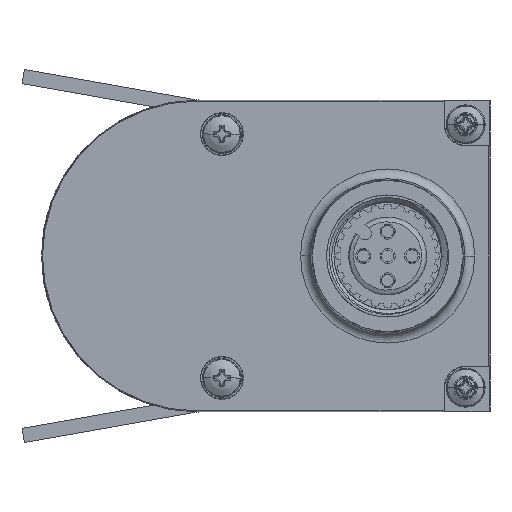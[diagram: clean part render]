
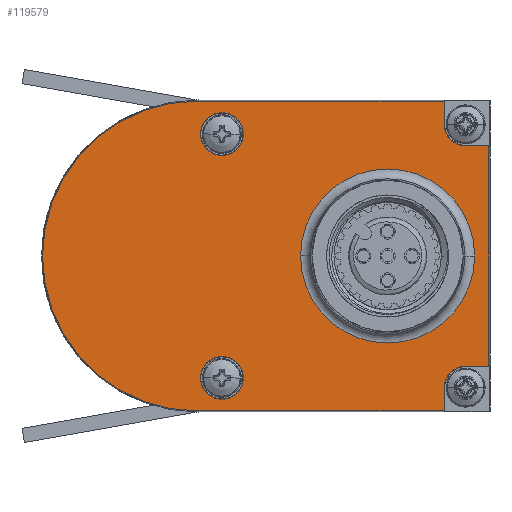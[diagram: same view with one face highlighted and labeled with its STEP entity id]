
A CAD part, left-side view. The second image highlights one B-rep face of the part: STEP entity #119579.
In plain terms, the highlighted planar face has unit normal (-1, 0, 0).
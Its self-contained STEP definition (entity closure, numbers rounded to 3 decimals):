
#54725=CARTESIAN_POINT('',(-290.,30.,0.));
#54726=DIRECTION('',(-1.,0.,0.));
#54727=DIRECTION('',(0.,0.,1.));
#54728=AXIS2_PLACEMENT_3D('',#54725,#54726,#54727);
#54730=DIRECTION('',(0.,1.,0.));
#54731=VECTOR('',#54730,25.3);
#54732=CARTESIAN_POINT('',(-290.,4.7,15.895));
#54733=LINE('',#54732,#54731);
#54734=DIRECTION('',(0.,0.,-1.));
#54735=VECTOR('',#54734,2.395);
#54736=CARTESIAN_POINT('',(-290.,4.7,15.895));
#54737=LINE('',#54736,#54735);
#54738=CARTESIAN_POINT('',(-290.,2.5,13.5));
#54739=DIRECTION('',(-1.,0.,0.));
#54740=DIRECTION('',(0.,1.,0.));
#54741=AXIS2_PLACEMENT_3D('',#54738,#54739,#54740);
#54743=DIRECTION('',(0.,1.,0.));
#54744=VECTOR('',#54743,2.395);
#54745=CARTESIAN_POINT('',(-290.,0.105,11.3));
#54746=LINE('',#54745,#54744);
#54747=DIRECTION('',(0.,0.,1.));
#54748=VECTOR('',#54747,22.6);
#54749=CARTESIAN_POINT('',(-290.,0.105,-11.3));
#54750=LINE('',#54749,#54748);
#54751=DIRECTION('',(0.,1.,0.));
#54752=VECTOR('',#54751,2.395);
#54753=CARTESIAN_POINT('',(-290.,0.105,-11.3));
#54754=LINE('',#54753,#54752);
#54755=CARTESIAN_POINT('',(-290.,2.5,-13.5));
#54756=DIRECTION('',(-1.,0.,0.));
#54757=DIRECTION('',(0.,0.,1.));
#54758=AXIS2_PLACEMENT_3D('',#54755,#54756,#54757);
#54760=DIRECTION('',(0.,0.,1.));
#54761=VECTOR('',#54760,2.395);
#54762=CARTESIAN_POINT('',(-290.,4.7,-15.895));
#54763=LINE('',#54762,#54761);
#54764=DIRECTION('',(0.,1.,0.));
#54765=VECTOR('',#54764,25.3);
#54766=CARTESIAN_POINT('',(-290.,4.7,-15.895));
#54767=LINE('',#54766,#54765);
#54768=CARTESIAN_POINT('',(-290.,27.5,12.5));
#54769=DIRECTION('',(-1.,0.,0.));
#54770=DIRECTION('',(0.,0.,1.));
#54771=AXIS2_PLACEMENT_3D('',#54768,#54769,#54770);
#54773=CARTESIAN_POINT('',(-290.,27.5,12.5));
#54774=DIRECTION('',(-1.,0.,0.));
#54775=DIRECTION('',(0.,0.,-1.));
#54776=AXIS2_PLACEMENT_3D('',#54773,#54774,#54775);
#54778=CARTESIAN_POINT('',(-290.,27.5,-12.5));
#54779=DIRECTION('',(-1.,0.,0.));
#54780=DIRECTION('',(0.,0.,1.));
#54781=AXIS2_PLACEMENT_3D('',#54778,#54779,#54780);
#54783=CARTESIAN_POINT('',(-290.,27.5,-12.5));
#54784=DIRECTION('',(-1.,0.,0.));
#54785=DIRECTION('',(0.,0.,-1.));
#54786=AXIS2_PLACEMENT_3D('',#54783,#54784,#54785);
#54788=CARTESIAN_POINT('',(-290.,10.5,0.));
#54789=DIRECTION('',(-1.,0.,0.));
#54790=DIRECTION('',(0.,1.,0.));
#54791=AXIS2_PLACEMENT_3D('',#54788,#54789,#54790);
#54793=CARTESIAN_POINT('',(-290.,10.5,0.));
#54794=DIRECTION('',(-1.,0.,0.));
#54795=DIRECTION('',(0.,-1.,0.));
#54796=AXIS2_PLACEMENT_3D('',#54793,#54794,#54795);
#84063=CARTESIAN_POINT('',(-290.,30.,15.895));
#84065=VERTEX_POINT('',#84063);
#84067=CARTESIAN_POINT('',(-290.,30.,-15.895));
#84069=VERTEX_POINT('',#84067);
#84078=CARTESIAN_POINT('',(-290.,27.5,14.7));
#84079=CARTESIAN_POINT('',(-290.,27.5,10.3));
#84080=VERTEX_POINT('',#84078);
#84081=VERTEX_POINT('',#84079);
#84082=CARTESIAN_POINT('',(-290.,27.5,-10.3));
#84083=CARTESIAN_POINT('',(-290.,27.5,-14.7));
#84084=VERTEX_POINT('',#84082);
#84085=VERTEX_POINT('',#84083);
#84140=CARTESIAN_POINT('',(-290.,19.425,0.));
#84141=CARTESIAN_POINT('',(-290.,1.575,0.));
#84142=VERTEX_POINT('',#84140);
#84143=VERTEX_POINT('',#84141);
#84164=CARTESIAN_POINT('',(-290.,4.7,13.5));
#84165=CARTESIAN_POINT('',(-290.,2.5,11.3));
#84166=VERTEX_POINT('',#84164);
#84167=VERTEX_POINT('',#84165);
#84168=CARTESIAN_POINT('',(-290.,2.5,-11.3));
#84169=CARTESIAN_POINT('',(-290.,4.7,-13.5));
#84170=VERTEX_POINT('',#84168);
#84171=VERTEX_POINT('',#84169);
#84172=CARTESIAN_POINT('',(-290.,4.7,15.895));
#84173=VERTEX_POINT('',#84172);
#84174=CARTESIAN_POINT('',(-290.,0.105,11.3));
#84175=VERTEX_POINT('',#84174);
#84176=CARTESIAN_POINT('',(-290.,0.105,-11.3));
#84177=VERTEX_POINT('',#84176);
#84178=CARTESIAN_POINT('',(-290.,4.7,-15.895));
#84179=VERTEX_POINT('',#84178);
#119538=CARTESIAN_POINT('',(-290.,30.,0.));
#119539=DIRECTION('',(-1.,0.,0.));
#119540=DIRECTION('',(0.,0.,1.));
#119541=AXIS2_PLACEMENT_3D('',#119538,#119539,#119540);
#119542=PLANE('',#119541);
#119543=ORIENTED_EDGE('',*,*,#119530,.F.);
#119544=ORIENTED_EDGE('',*,*,#93932,.F.);
#119546=ORIENTED_EDGE('',*,*,#119545,.T.);
#119548=ORIENTED_EDGE('',*,*,#119547,.T.);
#119550=ORIENTED_EDGE('',*,*,#119549,.F.);
#119551=ORIENTED_EDGE('',*,*,#93816,.F.);
#119553=ORIENTED_EDGE('',*,*,#119552,.T.);
#119555=ORIENTED_EDGE('',*,*,#119554,.T.);
#119557=ORIENTED_EDGE('',*,*,#119556,.F.);
#119558=ORIENTED_EDGE('',*,*,#94188,.T.);
#119559=EDGE_LOOP('',(#119543,#119544,#119546,#119548,#119550,#119551,#119553,
#119555,#119557,#119558));
#119560=FACE_OUTER_BOUND('',#119559,.F.);
#119562=ORIENTED_EDGE('',*,*,#119561,.T.);
#119564=ORIENTED_EDGE('',*,*,#119563,.T.);
#119565=EDGE_LOOP('',(#119562,#119564));
#119566=FACE_BOUND('',#119565,.F.);
#119568=ORIENTED_EDGE('',*,*,#119567,.T.);
#119570=ORIENTED_EDGE('',*,*,#119569,.T.);
#119571=EDGE_LOOP('',(#119568,#119570));
#119572=FACE_BOUND('',#119571,.F.);
#119574=ORIENTED_EDGE('',*,*,#119573,.T.);
#119576=ORIENTED_EDGE('',*,*,#119575,.T.);
#119577=EDGE_LOOP('',(#119574,#119576));
#119578=FACE_BOUND('',#119577,.F.);
#119579=ADVANCED_FACE('',(#119560,#119566,#119572,#119578),#119542,.T.);
#54729=CIRCLE('',#54728,15.895);
#54742=CIRCLE('',#54741,2.2);
#54759=CIRCLE('',#54758,2.2);
#54772=CIRCLE('',#54771,2.2);
#54777=CIRCLE('',#54776,2.2);
#54782=CIRCLE('',#54781,2.2);
#54787=CIRCLE('',#54786,2.2);
#54792=CIRCLE('',#54791,8.925);
#54797=CIRCLE('',#54796,8.925);
#93816=EDGE_CURVE('',#84177,#84175,#54750,.T.);
#93932=EDGE_CURVE('',#84173,#84065,#54733,.T.);
#94188=EDGE_CURVE('',#84179,#84069,#54767,.T.);
#119530=EDGE_CURVE('',#84065,#84069,#54729,.T.);
#119545=EDGE_CURVE('',#84173,#84166,#54737,.T.);
#119547=EDGE_CURVE('',#84166,#84167,#54742,.T.);
#119549=EDGE_CURVE('',#84175,#84167,#54746,.T.);
#119552=EDGE_CURVE('',#84177,#84170,#54754,.T.);
#119554=EDGE_CURVE('',#84170,#84171,#54759,.T.);
#119556=EDGE_CURVE('',#84179,#84171,#54763,.T.);
#119561=EDGE_CURVE('',#84080,#84081,#54772,.T.);
#119563=EDGE_CURVE('',#84081,#84080,#54777,.T.);
#119567=EDGE_CURVE('',#84084,#84085,#54782,.T.);
#119569=EDGE_CURVE('',#84085,#84084,#54787,.T.);
#119573=EDGE_CURVE('',#84142,#84143,#54792,.T.);
#119575=EDGE_CURVE('',#84143,#84142,#54797,.T.);
